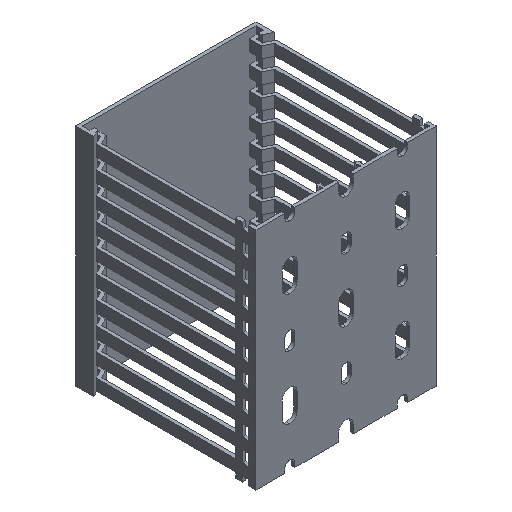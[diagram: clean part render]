
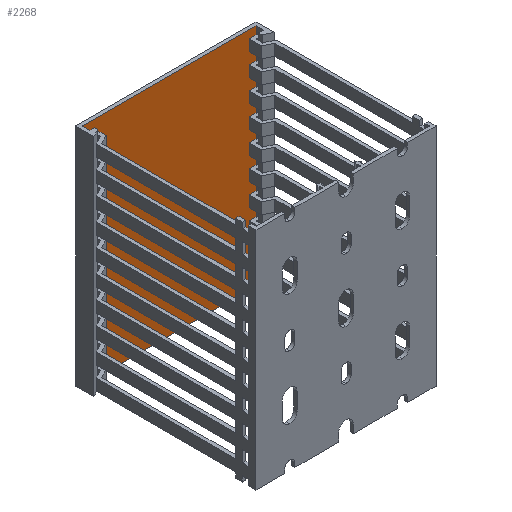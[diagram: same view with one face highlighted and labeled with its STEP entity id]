
A CAD part, isometric view. The second image highlights one B-rep face of the part: STEP entity #2268.
In plain terms, the highlighted planar face has unit normal (0, -1, 0).
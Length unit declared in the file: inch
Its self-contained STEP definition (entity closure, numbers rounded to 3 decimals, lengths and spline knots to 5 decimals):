
#166 = FACE_OUTER_BOUND ( 'NONE', #4953, .T. ) ;
#651 = DIRECTION ( 'NONE',  ( 0., 0., 1. ) ) ;
#710 = EDGE_CURVE ( 'NONE', #6649, #11824, #12952, .T. ) ;
#1608 = ORIENTED_EDGE ( 'NONE', *, *, #2416, .T. ) ;
#2268 = ADVANCED_FACE ( 'NONE', ( #166 ), #11191, .T. ) ;
#2416 = EDGE_CURVE ( 'NONE', #2472, #11824, #10657, .T. ) ;
#2472 = VERTEX_POINT ( 'NONE', #6492 ) ;
#2942 = EDGE_CURVE ( 'NONE', #8229, #6649, #8947, .T. ) ;
#3029 = VECTOR ( 'NONE', #651, 39.37008 ) ;
#3687 = CARTESIAN_POINT ( 'NONE',  ( 1.51575, 3.09055, -3.93701 ) ) ;
#4410 = DIRECTION ( 'NONE',  ( -1., 0., 0. ) ) ;
#4588 = ORIENTED_EDGE ( 'NONE', *, *, #2942, .F. ) ;
#4746 = CARTESIAN_POINT ( 'NONE',  ( -1.51575, 3.09055, -3.93701 ) ) ;
#4953 = EDGE_LOOP ( 'NONE', ( #4588, #5195, #1608, #7195 ) ) ;
#5195 = ORIENTED_EDGE ( 'NONE', *, *, #10379, .T. ) ;
#5573 = CARTESIAN_POINT ( 'NONE',  ( -1.51575, 3.09055, -3.93701 ) ) ;
#5777 = DIRECTION ( 'NONE',  ( 0., 0., 1. ) ) ;
#5994 = CARTESIAN_POINT ( 'NONE',  ( 1.51575, 3.09055, -3.93701 ) ) ;
#6492 = CARTESIAN_POINT ( 'NONE',  ( 1.51575, 3.09055, 0. ) ) ;
#6649 = VERTEX_POINT ( 'NONE', #4746 ) ;
#6758 = AXIS2_PLACEMENT_3D ( 'NONE', #7302, #12203, #8173 ) ;
#7195 = ORIENTED_EDGE ( 'NONE', *, *, #710, .F. ) ;
#7302 = CARTESIAN_POINT ( 'NONE',  ( -1.51575, 3.09055, -3.93701 ) ) ;
#7458 = VECTOR ( 'NONE', #5777, 39.37008 ) ;
#8173 = DIRECTION ( 'NONE',  ( 0., 0., -1. ) ) ;
#8229 = VERTEX_POINT ( 'NONE', #5994 ) ;
#8699 = VECTOR ( 'NONE', #4410, 39.37008 ) ;
#8938 = LINE ( 'NONE', #3687, #7458 ) ;
#8947 = LINE ( 'NONE', #11015, #9768 ) ;
#9768 = VECTOR ( 'NONE', #12085, 39.37008 ) ;
#10379 = EDGE_CURVE ( 'NONE', #8229, #2472, #8938, .T. ) ;
#10657 = LINE ( 'NONE', #12665, #8699 ) ;
#11015 = CARTESIAN_POINT ( 'NONE',  ( 0., 3.09055, -3.93701 ) ) ;
#11191 = PLANE ( 'NONE',  #6758 ) ;
#11824 = VERTEX_POINT ( 'NONE', #13045 ) ;
#12085 = DIRECTION ( 'NONE',  ( -1., 0., 0. ) ) ;
#12203 = DIRECTION ( 'NONE',  ( 0., -1., 0. ) ) ;
#12665 = CARTESIAN_POINT ( 'NONE',  ( 0., 3.09055, 0. ) ) ;
#12952 = LINE ( 'NONE', #5573, #3029 ) ;
#13045 = CARTESIAN_POINT ( 'NONE',  ( -1.51575, 3.09055, 0. ) ) ;
